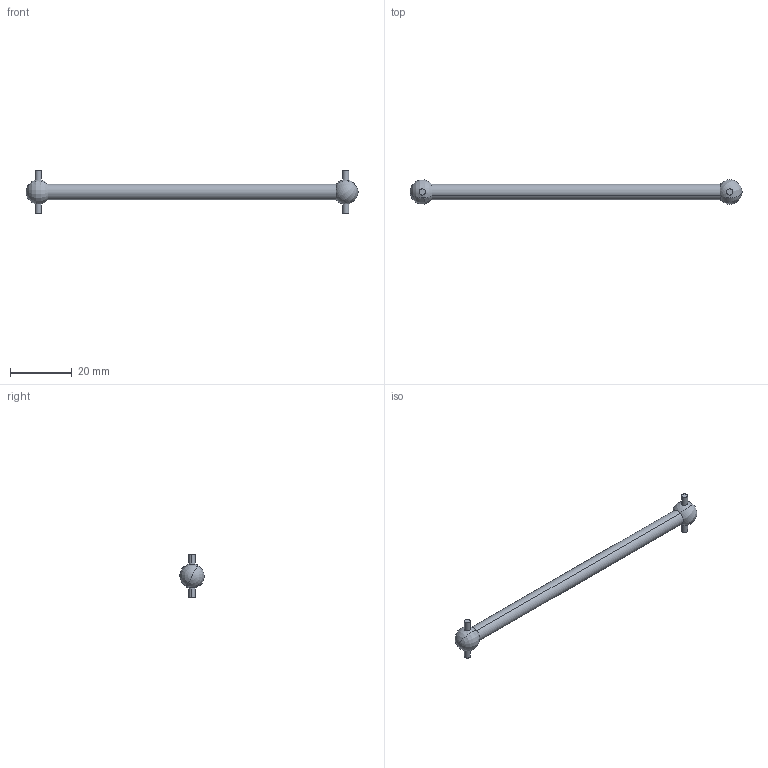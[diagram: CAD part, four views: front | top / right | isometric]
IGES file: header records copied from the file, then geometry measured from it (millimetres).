
Start section: START RECORD GO HERE.
Global section: file name: Axe_Diff_ARD.igs; native system: DASSAULT SYSTEMES CATIA Version 5-6 Release 2018 - www.3ds.com; preprocessor: V5-6R2018_5.28.0.0.11-29-2017.20.00; author: rimbaut.n; organization: HTI-INTERNE; date: 20190614.141921; units: millimetre
Bounding box: 107.5 x 7.99 x 14 mm (x, y, z)
Surface area: 1958.1 mm2 (no closed solid volume)
Topology: 0 solids, 0 shells, 20 faces, 72 edges, 68 vertices
Faces by surface type: revolution 16, plane 4
